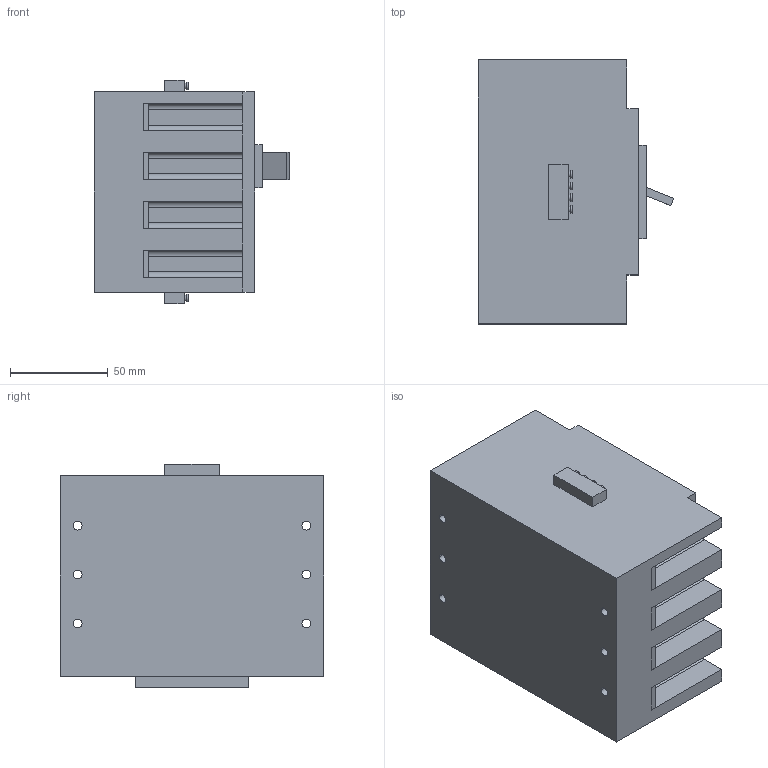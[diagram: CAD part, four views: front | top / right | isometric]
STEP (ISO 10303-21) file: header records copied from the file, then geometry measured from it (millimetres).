
FILE_DESCRIPTION (( 'STEP AP214' ), '1' );
FILE_NAME ('NM1-63H-4P啣ヶ諉盄 V1.STEP', '2017-01-20T05:36:11', ( 'Microsoft' ), ( 'Microsoft' ), 'SwSTEP 2.0', 'SolidWorks 2010', '' );
FILE_SCHEMA (( 'AUTOMOTIVE_DESIGN' ));
Length unit declared in the file: millimetre
Products named in the file (1): NM1-63H-4P啣ヶ諉盄 V1
Bounding box: 100 x 135 x 114.5 mm (x, y, z)
Volume: 1022978.8 mm3; surface area: 95703.2 mm2
Topology: 39 solids, 39 shells, 654 faces, 1632 edges, 1088 vertices
Faces by surface type: plane 406, bspline 136, cylinder 112
Entity records: 24812 total; most frequent: CARTESIAN_POINT 8543, ORIENTED_EDGE 3264, DIRECTION 2622, EDGE_CURVE 1632, LINE 1136, VECTOR 1136, VERTEX_POINT 1088, AXIS2_PLACEMENT_3D 743
